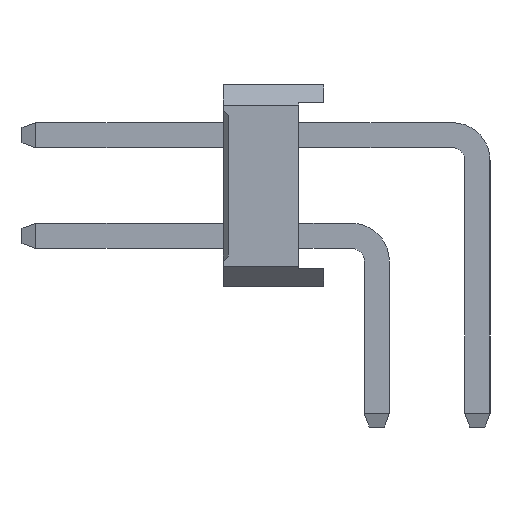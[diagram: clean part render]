
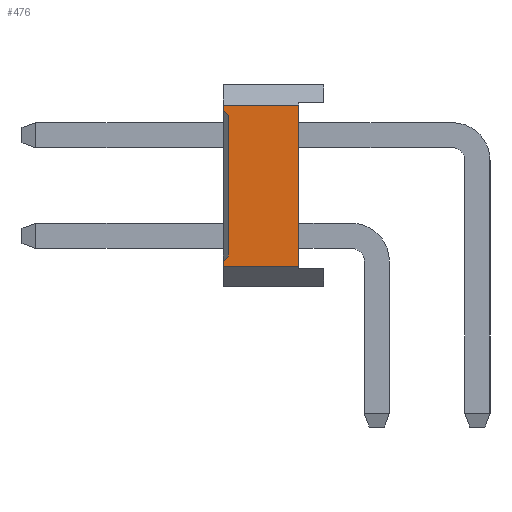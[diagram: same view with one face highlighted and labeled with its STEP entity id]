
A CAD part, left-side view. The second image highlights one B-rep face of the part: STEP entity #476.
In plain terms, the highlighted planar face has unit normal (-1, 0, 0).
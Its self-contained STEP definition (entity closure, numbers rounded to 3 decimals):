
#476=ADVANCED_FACE('',(#8354),#8356,.T.);
#8354=FACE_BOUND('',#8355,.T.);
#8355=EDGE_LOOP('',(#14741,#14742,#14743,#14744,#14745,#14746,#14747,#14748));
#8356=PLANE('',#8357);
#8357=AXIS2_PLACEMENT_3D('',#8358,#8359,#8360);
#8358=CARTESIAN_POINT('',(-1.,1.05,0.4));
#8359=DIRECTION('',(-1.,0.,0.));
#8360=DIRECTION('',(0.,0.,1.));
#14741=ORIENTED_EDGE('',*,*,#18969,.F.);
#14742=ORIENTED_EDGE('',*,*,#18970,.T.);
#14743=ORIENTED_EDGE('',*,*,#18971,.F.);
#14744=ORIENTED_EDGE('',*,*,#18585,.F.);
#14745=ORIENTED_EDGE('',*,*,#18967,.F.);
#14746=ORIENTED_EDGE('',*,*,#18972,.T.);
#14747=ORIENTED_EDGE('',*,*,#18973,.T.);
#14748=ORIENTED_EDGE('',*,*,#18589,.F.);
#18585=EDGE_CURVE('',#20792,#20794,#20795,.T.);
#18589=EDGE_CURVE('',#20800,#20802,#20803,.T.);
#18967=EDGE_CURVE('',#21510,#20792,#21512,.T.);
#18969=EDGE_CURVE('',#21514,#20800,#21515,.F.);
#18970=EDGE_CURVE('',#21514,#21516,#21517,.T.);
#18971=EDGE_CURVE('',#20794,#21516,#21518,.F.);
#18972=EDGE_CURVE('',#21510,#21519,#21520,.T.);
#18973=EDGE_CURVE('',#21519,#20802,#21521,.T.);
#20792=VERTEX_POINT('',#24406);
#20794=VERTEX_POINT('',#24410);
#20795=LINE('',#24411,#24412);
#20800=VERTEX_POINT('',#24422);
#20802=VERTEX_POINT('',#24426);
#20803=LINE('',#24427,#24428);
#21510=VERTEX_POINT('',#25888);
#21512=LINE('',#25892,#25893);
#21514=VERTEX_POINT('',#25898);
#21515=LINE('',#25899,#25900);
#21516=VERTEX_POINT('',#25902);
#21517=LINE('',#25903,#25904);
#21518=LINE('',#25906,#25907);
#21519=VERTEX_POINT('',#25909);
#21520=LINE('',#25910,#25911);
#21521=LINE('',#25913,#25914);
#24406=CARTESIAN_POINT('',(-1.,3.05,0.4));
#24410=CARTESIAN_POINT('',(-1.,3.05,0.5));
#24411=CARTESIAN_POINT('',(-1.,3.05,0.4));
#24412=VECTOR('',#24413,1.);
#24413=DIRECTION('',(0.,0.,1.));
#24422=CARTESIAN_POINT('',(-1.,3.05,3.5));
#24426=CARTESIAN_POINT('',(-1.,3.05,3.6));
#24427=CARTESIAN_POINT('',(-1.,3.05,3.5));
#24428=VECTOR('',#24429,1.);
#24429=DIRECTION('',(0.,0.,1.));
#25888=CARTESIAN_POINT('',(-1.,1.55,0.4));
#25892=CARTESIAN_POINT('',(-1.,1.55,0.4));
#25893=VECTOR('',#25894,1.);
#25894=DIRECTION('',(0.,1.,0.));
#25898=CARTESIAN_POINT('',(-1.,2.95,3.4));
#25899=CARTESIAN_POINT('',(-1.,3.05,3.5));
#25900=VECTOR('',#25901,1.);
#25901=DIRECTION('',(0.,-0.707,-0.707));
#25902=CARTESIAN_POINT('',(-1.,2.95,0.6));
#25903=CARTESIAN_POINT('',(-1.,2.95,3.4));
#25904=VECTOR('',#25905,1.);
#25905=DIRECTION('',(0.,0.,-1.));
#25906=CARTESIAN_POINT('',(-1.,2.95,0.6));
#25907=VECTOR('',#25908,1.);
#25908=DIRECTION('',(0.,0.707,-0.707));
#25909=CARTESIAN_POINT('',(-1.,1.55,3.6));
#25910=CARTESIAN_POINT('',(-1.,1.55,0.4));
#25911=VECTOR('',#25912,1.);
#25912=DIRECTION('',(0.,0.,1.));
#25913=CARTESIAN_POINT('',(-1.,1.55,3.6));
#25914=VECTOR('',#25915,1.);
#25915=DIRECTION('',(0.,1.,0.));
